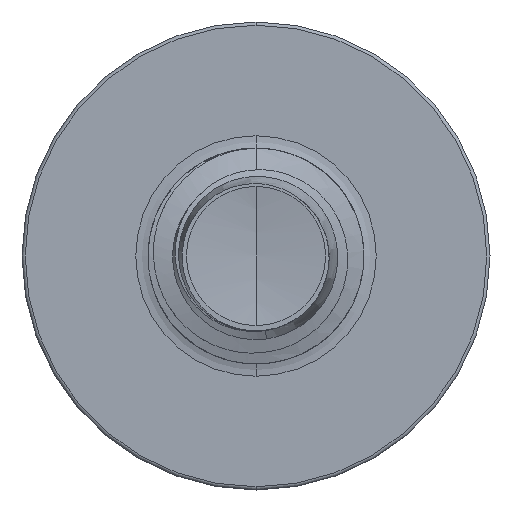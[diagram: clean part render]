
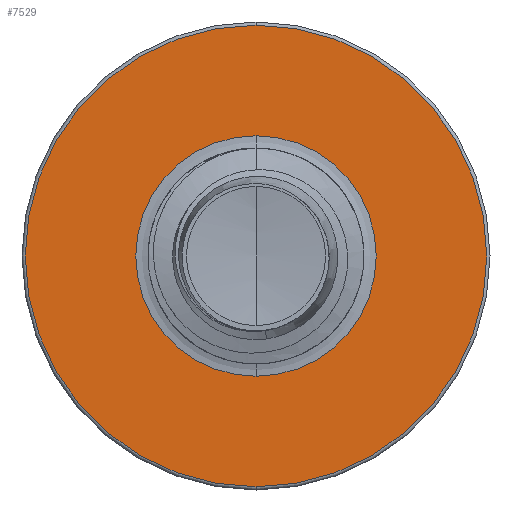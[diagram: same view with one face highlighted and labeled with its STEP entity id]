
A CAD part, front view. The second image highlights one B-rep face of the part: STEP entity #7529.
In plain terms, the highlighted planar face has unit normal (0, -1, 0).
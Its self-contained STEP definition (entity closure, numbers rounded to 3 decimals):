
#277 = VERTEX_POINT ( 'NONE', #4821 ) ;
#623 = EDGE_LOOP ( 'NONE', ( #8398, #20098 ) ) ;
#796 = DIRECTION ( 'NONE',  ( 0., 0., 1. ) ) ;
#1048 = CARTESIAN_POINT ( 'NONE',  ( 0., 7.5, 0. ) ) ;
#1141 = DIRECTION ( 'NONE',  ( 0., 1., 0. ) ) ;
#1285 = EDGE_CURVE ( 'NONE', #17920, #7366, #22861, .T. ) ;
#3457 = DIRECTION ( 'NONE',  ( 0., 0., 1. ) ) ;
#3461 = DIRECTION ( 'NONE',  ( 0., 1., 0. ) ) ;
#3485 = CARTESIAN_POINT ( 'NONE',  ( 0., 7.5, 0. ) ) ;
#3574 = CARTESIAN_POINT ( 'NONE',  ( 0., 7.5, 0. ) ) ;
#4520 = VERTEX_POINT ( 'NONE', #8463 ) ;
#4821 = CARTESIAN_POINT ( 'NONE',  ( 0., 7.5, -3.205 ) ) ;
#5613 = DIRECTION ( 'NONE',  ( 0., 0., 1. ) ) ;
#5790 = AXIS2_PLACEMENT_3D ( 'NONE', #3574, #16512, #5613 ) ;
#6605 = CIRCLE ( 'NONE', #18623, 3.205 ) ;
#7242 = DIRECTION ( 'NONE',  ( 0., 0., 1. ) ) ;
#7275 = DIRECTION ( 'NONE',  ( 0., 1., 0. ) ) ;
#7300 = CIRCLE ( 'NONE', #10753, 1.67 ) ;
#7366 = VERTEX_POINT ( 'NONE', #8233 ) ;
#7529 = ADVANCED_FACE ( 'NONE', ( #10275, #15024 ), #7840, .F. ) ;
#7816 = CARTESIAN_POINT ( 'NONE',  ( 0., 7.5, -1.67 ) ) ;
#7840 = PLANE ( 'NONE',  #10876 ) ;
#8233 = CARTESIAN_POINT ( 'NONE',  ( 0., 7.5, -1.67 ) ) ;
#8260 = EDGE_CURVE ( 'NONE', #7366, #17920, #7300, .T. ) ;
#8398 = ORIENTED_EDGE ( 'NONE', *, *, #1285, .T. ) ;
#8463 = CARTESIAN_POINT ( 'NONE',  ( 0., 7.5, 3.205 ) ) ;
#8780 = CIRCLE ( 'NONE', #5790, 3.205 ) ;
#9750 = ORIENTED_EDGE ( 'NONE', *, *, #11874, .F. ) ;
#9761 = CARTESIAN_POINT ( 'NONE',  ( 0., 7.5, 1.67 ) ) ;
#10004 = DIRECTION ( 'NONE',  ( 0., 1., 0. ) ) ;
#10275 = FACE_OUTER_BOUND ( 'NONE', #13547, .T. ) ;
#10753 = AXIS2_PLACEMENT_3D ( 'NONE', #3485, #3461, #3457 ) ;
#10876 = AXIS2_PLACEMENT_3D ( 'NONE', #7816, #7275, #7242 ) ;
#11874 = EDGE_CURVE ( 'NONE', #4520, #277, #8780, .T. ) ;
#13547 = EDGE_LOOP ( 'NONE', ( #9750, #18318 ) ) ;
#15024 = FACE_BOUND ( 'NONE', #623, .T. ) ;
#15817 = AXIS2_PLACEMENT_3D ( 'NONE', #1048, #1141, #796 ) ;
#16061 = EDGE_CURVE ( 'NONE', #277, #4520, #6605, .T. ) ;
#16512 = DIRECTION ( 'NONE',  ( 0., 1., 0. ) ) ;
#17920 = VERTEX_POINT ( 'NONE', #9761 ) ;
#18318 = ORIENTED_EDGE ( 'NONE', *, *, #16061, .F. ) ;
#18623 = AXIS2_PLACEMENT_3D ( 'NONE', #20143, #10004, #21750 ) ;
#20098 = ORIENTED_EDGE ( 'NONE', *, *, #8260, .T. ) ;
#20143 = CARTESIAN_POINT ( 'NONE',  ( 0., 7.5, 0. ) ) ;
#21750 = DIRECTION ( 'NONE',  ( 0., 0., 1. ) ) ;
#22861 = CIRCLE ( 'NONE', #15817, 1.67 ) ;
